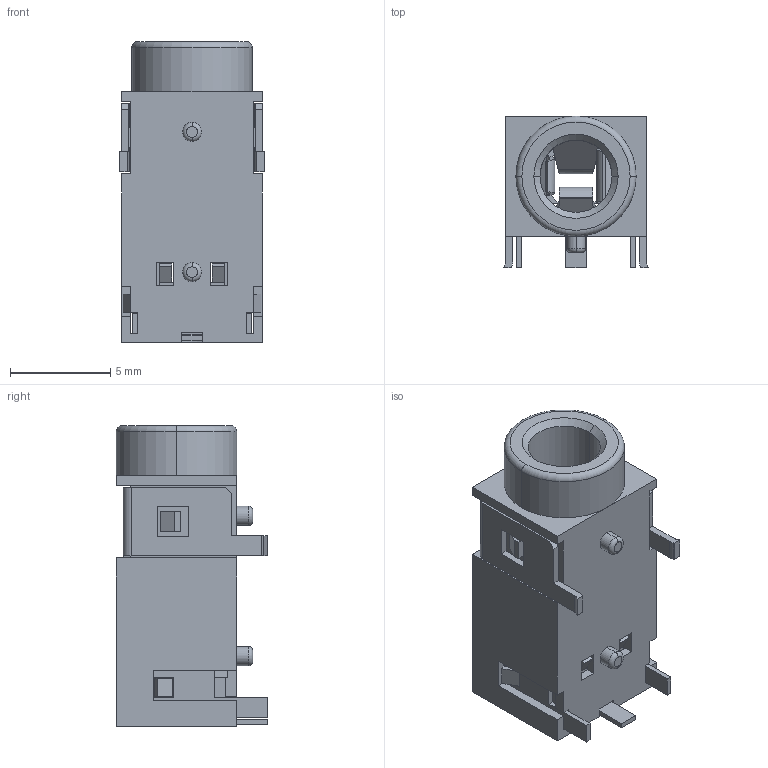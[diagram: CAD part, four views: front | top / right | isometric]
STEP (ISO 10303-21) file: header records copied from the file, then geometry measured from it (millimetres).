
FILE_DESCRIPTION (( 'STEP AP203' ), '1' );
FILE_NAME ('Microphone Plug- RPi4ModelB.STEP_Predeterminado_sldprt.STEP', '2022-06-23T14:45:11', ( '' ), ( '' ), 'SwSTEP 2.0', 'SolidWorks 2020', '' );
FILE_SCHEMA (( 'CONFIG_CONTROL_DESIGN' ));
Length unit declared in the file: millimetre
Products named in the file (1): Microphone Plug- RPi4ModelB.STEP_Predeterminado_sldprt
Bounding box: 7.23 x 7.55 x 15 mm (x, y, z)
Volume: 331.2 mm3; surface area: 1169.1 mm2
Topology: 5 solids, 5 shells, 323 faces, 853 edges, 536 vertices
Faces by surface type: plane 235, cylinder 62, bspline 18, torus 6, cone 2
Entity records: 10297 total; most frequent: CARTESIAN_POINT 2292, ORIENTED_EDGE 1706, DIRECTION 1527, EDGE_CURVE 853, LINE 713, VECTOR 713, VERTEX_POINT 536, AXIS2_PLACEMENT_3D 407
